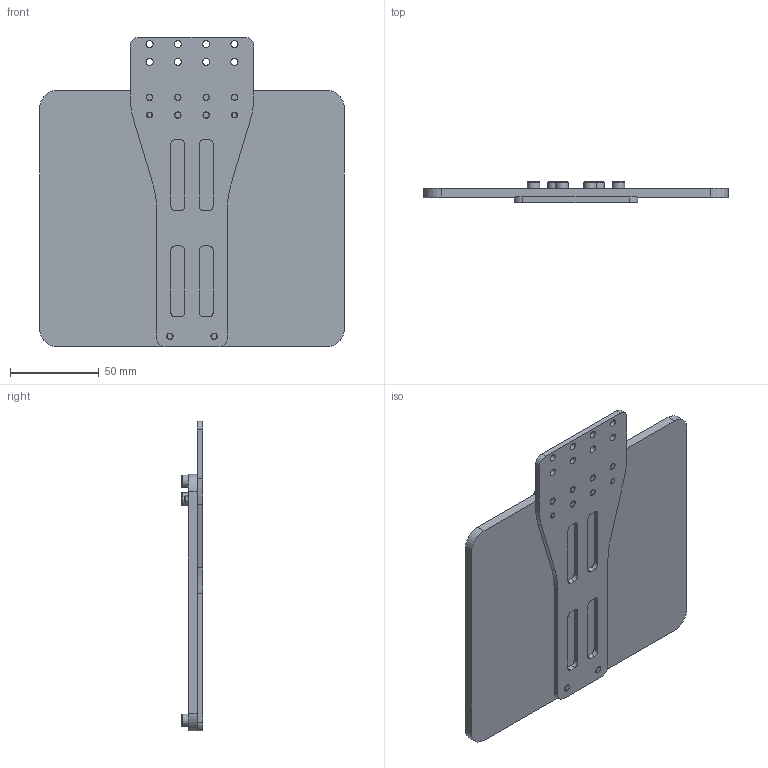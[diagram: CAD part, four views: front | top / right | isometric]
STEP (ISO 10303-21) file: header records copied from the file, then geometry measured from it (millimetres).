
FILE_DESCRIPTION (( 'STEP AP214' ), '1' );
FILE_NAME ('BDB-5.STEP', '2022-03-21T06:34:03', ( '' ), ( '' ), 'SwSTEP 2.0', 'SolidWorks 2017', '' );
FILE_SCHEMA (( 'AUTOMOTIVE_DESIGN' ));
Length unit declared in the file: millimetre
Products named in the file (5): BDB-5; R001496-ZCJ-6盓傅璃-A-20200801_1; hexagon socket head cap screws gb_GB_FASTENER_SCREWS_HSHCS M4X8-N; R001487-磨砂亚克力小标定板BDB-5-A版本_1; pins with external thread gb_GB_CONNECTING_PIECE_PIN_PPET 4X10-N
Assembly tree (12 placements, depth 2):
  BDB-5
    hexagon socket head cap screws gb_GB_FASTENER_SCREWS_HSHCS M4X8-N  x8
    pins with external thread gb_GB_CONNECTING_PIECE_PIN_PPET 4X10-N  x2
    R001487-磨砂亚克力小标定板BDB-5-A版本_1
    R001496-ZCJ-6盓傅璃-A-20200801_1
Bounding box: 172 x 12 x 175 mm (x, y, z)
Volume: 147724.1 mm3; surface area: 73888.9 mm2
Topology: 12 solids, 12 shells, 347 faces, 820 edges, 528 vertices
Faces by surface type: plane 223, cylinder 94, cone 22, bspline 8
Full cylindrical faces by diameter (mm): 3.3 x10, 4 x26, 4.5 x2, 7 x8, 17 x20
Entity records: 8144 total; most frequent: DIRECTION 1016, CARTESIAN_POINT 1003, ORIENTED_EDGE 856, EDGE_CURVE 428, AXIS2_PLACEMENT_3D 382, EDGE_LOOP 340, VERTEX_POINT 318, VECTOR 252
